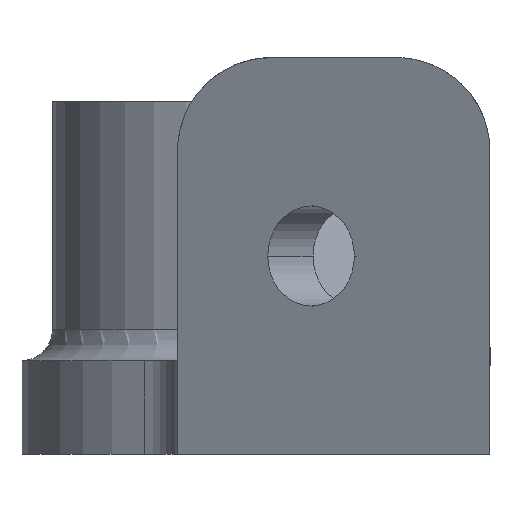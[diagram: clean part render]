
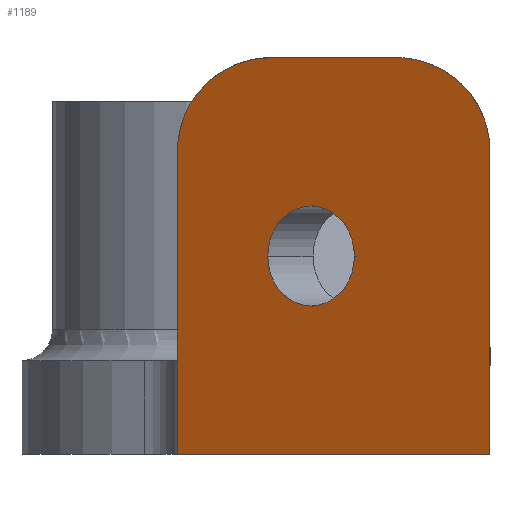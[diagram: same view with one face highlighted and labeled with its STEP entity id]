
A CAD part, left-side view. The second image highlights one B-rep face of the part: STEP entity #1189.
In plain terms, the highlighted planar face has unit normal (-0.866, 0.5, 0).
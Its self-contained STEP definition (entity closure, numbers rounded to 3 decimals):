
#27 = VERTEX_POINT ( 'NONE', #950 ) ;
#55 = CARTESIAN_POINT ( 'NONE',  ( -43.03, -74.531, 19.4 ) ) ;
#82 = CARTESIAN_POINT ( 'NONE',  ( -31.483, -54.531, 22.915 ) ) ;
#105 = CARTESIAN_POINT ( 'NONE',  ( -31.483, -54.531, 25.4 ) ) ;
#107 = CARTESIAN_POINT ( 'NONE',  ( -38.02, -65.852, 12.7 ) ) ;
#123 = DIRECTION ( 'NONE',  ( 0., 0., -1. ) ) ;
#129 = ORIENTED_EDGE ( 'NONE', *, *, #1491, .T. ) ;
#144 =( BOUNDED_CURVE ( )  B_SPLINE_CURVE ( 3, ( #280, #1026, #596, #1155 ),
 .UNSPECIFIED., .F., .F. ) 
 B_SPLINE_CURVE_WITH_KNOTS ( ( 4, 4 ),
 ( 3.142, 4.712 ),
 .UNSPECIFIED. ) 
 CURVE ( )  GEOMETRIC_REPRESENTATION_ITEM ( )  RATIONAL_B_SPLINE_CURVE ( ( 1., 0.805, 0.805, 1. ) ) 
 REPRESENTATION_ITEM ( '' )  );
#169 = CARTESIAN_POINT ( 'NONE',  ( -31.483, -54.531, 19.4 ) ) ;
#176 = DIRECTION ( 'NONE',  ( 0.866, -0.5, 0. ) ) ;
#213 = AXIS2_PLACEMENT_3D ( 'NONE', #609, #176, #1158 ) ;
#222 = VERTEX_POINT ( 'NONE', #718 ) ;
#242 = EDGE_CURVE ( 'NONE', #742, #27, #1248, .T. ) ;
#249 = VERTEX_POINT ( 'NONE', #467 ) ;
#280 = CARTESIAN_POINT ( 'NONE',  ( -43.03, -74.531, 19.4 ) ) ;
#287 = DIRECTION ( 'NONE',  ( 0.866, -0.5, 0. ) ) ;
#290 = DIRECTION ( 'NONE',  ( -0.5, -0.866, 0. ) ) ;
#306 = ORIENTED_EDGE ( 'NONE', *, *, #885, .T. ) ;
#357 = VECTOR ( 'NONE', #1198, 1000. ) ;
#412 = LINE ( 'NONE', #105, #357 ) ;
#415 = VERTEX_POINT ( 'NONE', #472 ) ;
#430 = VECTOR ( 'NONE', #1384, 1000. ) ;
#434 = LINE ( 'NONE', #875, #430 ) ;
#444 = CARTESIAN_POINT ( 'NONE',  ( -31.483, -54.531, 0. ) ) ;
#467 = CARTESIAN_POINT ( 'NONE',  ( -39.566, -68.531, 25.4 ) ) ;
#472 = CARTESIAN_POINT ( 'NONE',  ( -43.03, -74.531, 0. ) ) ;
#537 = AXIS2_PLACEMENT_3D ( 'NONE', #1116, #287, #1247 ) ;
#596 = CARTESIAN_POINT ( 'NONE',  ( -41.595, -72.045, 25.4 ) ) ;
#609 = CARTESIAN_POINT ( 'NONE',  ( -31.483, -54.531, 6. ) ) ;
#621 = VECTOR ( 'NONE', #123, 1000. ) ;
#631 = LINE ( 'NONE', #1437, #621 ) ;
#657 = DIRECTION ( 'NONE',  ( 0.5, 0.866, 0. ) ) ;
#660 = DIRECTION ( 'NONE',  ( 0.866, -0.5, 0. ) ) ;
#666 = CARTESIAN_POINT ( 'NONE',  ( -36.42, -63.081, 12.7 ) ) ;
#718 = CARTESIAN_POINT ( 'NONE',  ( -31.483, -54.531, 0. ) ) ;
#720 = FACE_OUTER_BOUND ( 'NONE', #1420, .T. ) ;
#727 = ORIENTED_EDGE ( 'NONE', *, *, #1497, .T. ) ;
#728 = FACE_BOUND ( 'NONE', #1516, .T. ) ;
#742 = VERTEX_POINT ( 'NONE', #107 ) ;
#764 = VECTOR ( 'NONE', #290, 1000. ) ;
#769 = AXIS2_PLACEMENT_3D ( 'NONE', #666, #660, #657 ) ;
#781 = LINE ( 'NONE', #444, #764 ) ;
#875 = CARTESIAN_POINT ( 'NONE',  ( -31.483, -54.531, 6. ) ) ;
#885 = EDGE_CURVE ( 'NONE', #27, #742, #1025, .T. ) ;
#905 = ORIENTED_EDGE ( 'NONE', *, *, #1313, .F. ) ;
#936 = ORIENTED_EDGE ( 'NONE', *, *, #242, .T. ) ;
#950 = CARTESIAN_POINT ( 'NONE',  ( -34.82, -60.309, 12.7 ) ) ;
#1025 = CIRCLE ( 'NONE', #537, 3.2 ) ;
#1026 = CARTESIAN_POINT ( 'NONE',  ( -43.03, -74.531, 22.915 ) ) ;
#1062 = CARTESIAN_POINT ( 'NONE',  ( -34.947, -60.531, 25.4 ) ) ;
#1070 = ORIENTED_EDGE ( 'NONE', *, *, #1127, .T. ) ;
#1116 = CARTESIAN_POINT ( 'NONE',  ( -36.42, -63.081, 12.7 ) ) ;
#1126 = ORIENTED_EDGE ( 'NONE', *, *, #1493, .F. ) ;
#1127 = EDGE_CURVE ( 'NONE', #222, #415, #781, .T. ) ;
#1137 = ORIENTED_EDGE ( 'NONE', *, *, #1446, .T. ) ;
#1155 = CARTESIAN_POINT ( 'NONE',  ( -39.566, -68.531, 25.4 ) ) ;
#1158 = DIRECTION ( 'NONE',  ( 0.5, 0.866, 0. ) ) ;
#1163 = CARTESIAN_POINT ( 'NONE',  ( -32.918, -57.016, 25.4 ) ) ;
#1189 = ADVANCED_FACE ( 'NONE', ( #728, #720 ), #1479, .F. ) ;
#1198 = DIRECTION ( 'NONE',  ( -0.5, -0.866, 0. ) ) ;
#1247 = DIRECTION ( 'NONE',  ( 0.5, 0.866, 0. ) ) ;
#1248 = CIRCLE ( 'NONE', #769, 3.2 ) ;
#1313 = EDGE_CURVE ( 'NONE', #1480, #415, #631, .T. ) ;
#1339 =( BOUNDED_CURVE ( )  B_SPLINE_CURVE ( 3, ( #1062, #1163, #82, #1423 ),
 .UNSPECIFIED., .F., .F. ) 
 B_SPLINE_CURVE_WITH_KNOTS ( ( 4, 4 ),
 ( 1.571, 3.142 ),
 .UNSPECIFIED. ) 
 CURVE ( )  GEOMETRIC_REPRESENTATION_ITEM ( )  RATIONAL_B_SPLINE_CURVE ( ( 1., 0.805, 0.805, 1. ) ) 
 REPRESENTATION_ITEM ( '' )  );
#1384 = DIRECTION ( 'NONE',  ( 0., 0., -1. ) ) ;
#1389 = CARTESIAN_POINT ( 'NONE',  ( -34.947, -60.531, 25.4 ) ) ;
#1420 = EDGE_LOOP ( 'NONE', ( #905, #129, #1126, #727, #1137, #1070 ) ) ;
#1423 = CARTESIAN_POINT ( 'NONE',  ( -31.483, -54.531, 19.4 ) ) ;
#1437 = CARTESIAN_POINT ( 'NONE',  ( -43.03, -74.531, 6. ) ) ;
#1446 = EDGE_CURVE ( 'NONE', #1522, #222, #434, .T. ) ;
#1479 = PLANE ( 'NONE',  #213 ) ;
#1480 = VERTEX_POINT ( 'NONE', #55 ) ;
#1491 = EDGE_CURVE ( 'NONE', #1480, #249, #144, .T. ) ;
#1493 = EDGE_CURVE ( 'NONE', #1564, #249, #412, .T. ) ;
#1497 = EDGE_CURVE ( 'NONE', #1564, #1522, #1339, .T. ) ;
#1516 = EDGE_LOOP ( 'NONE', ( #306, #936 ) ) ;
#1522 = VERTEX_POINT ( 'NONE', #169 ) ;
#1564 = VERTEX_POINT ( 'NONE', #1389 ) ;
